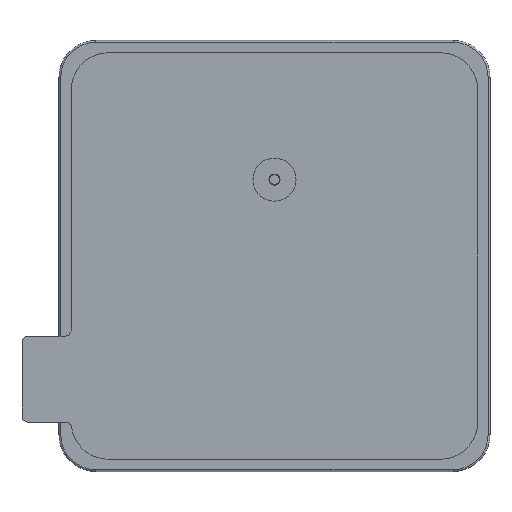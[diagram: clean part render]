
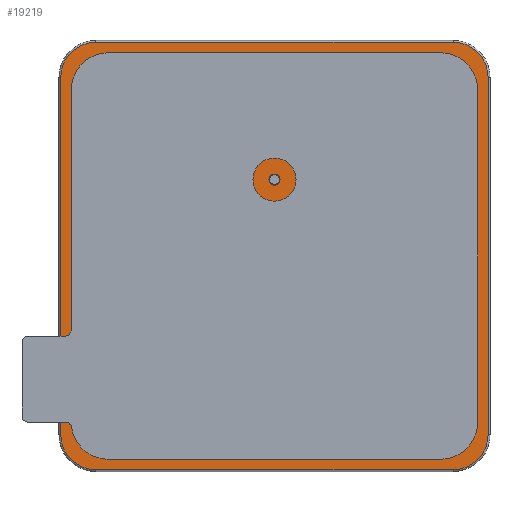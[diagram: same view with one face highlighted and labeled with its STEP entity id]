
A CAD part, front view. The second image highlights one B-rep face of the part: STEP entity #19219.
In plain terms, the highlighted planar face has unit normal (0, -1, 0).
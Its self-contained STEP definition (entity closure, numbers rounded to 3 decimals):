
#109 = DIRECTION ( 'NONE',  ( 0., -1., 0. ) ) ;
#140 = CARTESIAN_POINT ( 'NONE',  ( 17.35, 0., -14.5 ) ) ;
#396 = LINE ( 'NONE', #2813, #20314 ) ;
#696 = CARTESIAN_POINT ( 'NONE',  ( 0., 0., 6.2 ) ) ;
#732 = CIRCLE ( 'NONE', #889, 0.45 ) ;
#820 = CARTESIAN_POINT ( 'NONE',  ( 0., 0., 6.2 ) ) ;
#889 = AXIS2_PLACEMENT_3D ( 'NONE', #696, #10683, #12339 ) ;
#1652 = EDGE_CURVE ( 'NONE', #21675, #15284, #18211, .T. ) ;
#1869 = CARTESIAN_POINT ( 'NONE',  ( 14.5, 0., 14.5 ) ) ;
#2271 = CARTESIAN_POINT ( 'NONE',  ( 14.5, 0., -17.35 ) ) ;
#2349 = FACE_BOUND ( 'NONE', #17106, .T. ) ;
#2813 = CARTESIAN_POINT ( 'NONE',  ( 14.5, 0., -17.35 ) ) ;
#2866 = CIRCLE ( 'NONE', #5794, 2.85 ) ;
#3129 = ORIENTED_EDGE ( 'NONE', *, *, #10767, .T. ) ;
#3522 = CIRCLE ( 'NONE', #16971, 2.85 ) ;
#3919 = CARTESIAN_POINT ( 'NONE',  ( -17.35, 0., 14.5 ) ) ;
#3965 = EDGE_CURVE ( 'NONE', #10453, #6868, #732, .T. ) ;
#4058 = DIRECTION ( 'NONE',  ( 0., -1., 0. ) ) ;
#4188 = DIRECTION ( 'NONE',  ( 0., 0., -1. ) ) ;
#4436 = CARTESIAN_POINT ( 'NONE',  ( -17.35, 0., -14.5 ) ) ;
#4548 = CARTESIAN_POINT ( 'NONE',  ( 0., 0., 6.65 ) ) ;
#4850 = EDGE_CURVE ( 'NONE', #15509, #18338, #17605, .T. ) ;
#5309 = DIRECTION ( 'NONE',  ( 0., 0., -1. ) ) ;
#5455 = ORIENTED_EDGE ( 'NONE', *, *, #8540, .T. ) ;
#5763 = LINE ( 'NONE', #8697, #10752 ) ;
#5794 = AXIS2_PLACEMENT_3D ( 'NONE', #15078, #10287, #15008 ) ;
#6270 = EDGE_CURVE ( 'NONE', #21090, #17294, #17524, .T. ) ;
#6296 = EDGE_CURVE ( 'NONE', #15284, #12122, #5763, .T. ) ;
#6406 = CIRCLE ( 'NONE', #14917, 0.45 ) ;
#6505 = EDGE_CURVE ( 'NONE', #17294, #15454, #9173, .T. ) ;
#6868 = VERTEX_POINT ( 'NONE', #4548 ) ;
#7450 = DIRECTION ( 'NONE',  ( 0., -1., 0. ) ) ;
#8006 = CARTESIAN_POINT ( 'NONE',  ( 14.5, 0., 17.35 ) ) ;
#8540 = EDGE_CURVE ( 'NONE', #12122, #15509, #3522, .T. ) ;
#8697 = CARTESIAN_POINT ( 'NONE',  ( 17.35, 0., 14.5 ) ) ;
#9173 = CIRCLE ( 'NONE', #19044, 2.85 ) ;
#9374 = AXIS2_PLACEMENT_3D ( 'NONE', #11790, #16943, #13668 ) ;
#9455 = ORIENTED_EDGE ( 'NONE', *, *, #1652, .T. ) ;
#10131 = CARTESIAN_POINT ( 'NONE',  ( -14.5, 0., 17.35 ) ) ;
#10287 = DIRECTION ( 'NONE',  ( 0., -1., 0. ) ) ;
#10453 = VERTEX_POINT ( 'NONE', #16699 ) ;
#10683 = DIRECTION ( 'NONE',  ( 0., -1., 0. ) ) ;
#10723 = CARTESIAN_POINT ( 'NONE',  ( -14.5, 0., -14.5 ) ) ;
#10752 = VECTOR ( 'NONE', #12093, 1000. ) ;
#10767 = EDGE_CURVE ( 'NONE', #15454, #21675, #396, .T. ) ;
#10869 = DIRECTION ( 'NONE',  ( 0., 0., -1. ) ) ;
#10870 = ORIENTED_EDGE ( 'NONE', *, *, #6505, .T. ) ;
#10876 = DIRECTION ( 'NONE',  ( 0., 0., -1. ) ) ;
#11790 = CARTESIAN_POINT ( 'NONE',  ( 14.5, 0., -14.5 ) ) ;
#11858 = ORIENTED_EDGE ( 'NONE', *, *, #6270, .T. ) ;
#12093 = DIRECTION ( 'NONE',  ( 0., 0., 1. ) ) ;
#12122 = VERTEX_POINT ( 'NONE', #21099 ) ;
#12339 = DIRECTION ( 'NONE',  ( 0., 0., -1. ) ) ;
#13191 = EDGE_LOOP ( 'NONE', ( #19728, #5455, #14898, #13616, #11858, #10870, #3129, #9455 ) ) ;
#13325 = VECTOR ( 'NONE', #5309, 1000. ) ;
#13406 = DIRECTION ( 'NONE',  ( 0., 0., -1. ) ) ;
#13536 = CARTESIAN_POINT ( 'NONE',  ( -17.35, 0., -14.5 ) ) ;
#13556 = ORIENTED_EDGE ( 'NONE', *, *, #3965, .F. ) ;
#13561 = DIRECTION ( 'NONE',  ( -1., 0., 0. ) ) ;
#13616 = ORIENTED_EDGE ( 'NONE', *, *, #14201, .T. ) ;
#13668 = DIRECTION ( 'NONE',  ( 0., 0., -1. ) ) ;
#14201 = EDGE_CURVE ( 'NONE', #18338, #21090, #2866, .T. ) ;
#14288 = CARTESIAN_POINT ( 'NONE',  ( -14.5, 0., -17.35 ) ) ;
#14494 = DIRECTION ( 'NONE',  ( 1., 0., 0. ) ) ;
#14898 = ORIENTED_EDGE ( 'NONE', *, *, #4850, .T. ) ;
#14917 = AXIS2_PLACEMENT_3D ( 'NONE', #820, #4058, #4188 ) ;
#15008 = DIRECTION ( 'NONE',  ( 0., 0., -1. ) ) ;
#15078 = CARTESIAN_POINT ( 'NONE',  ( -14.5, 0., 14.5 ) ) ;
#15284 = VERTEX_POINT ( 'NONE', #140 ) ;
#15310 = CARTESIAN_POINT ( 'NONE',  ( -14.5, 0., 17.35 ) ) ;
#15454 = VERTEX_POINT ( 'NONE', #14288 ) ;
#15509 = VERTEX_POINT ( 'NONE', #8006 ) ;
#15683 = AXIS2_PLACEMENT_3D ( 'NONE', #20933, #19163, #10869 ) ;
#16292 = EDGE_CURVE ( 'NONE', #6868, #10453, #6406, .T. ) ;
#16699 = CARTESIAN_POINT ( 'NONE',  ( 0., 0., 5.75 ) ) ;
#16943 = DIRECTION ( 'NONE',  ( 0., -1., 0. ) ) ;
#16971 = AXIS2_PLACEMENT_3D ( 'NONE', #1869, #109, #13406 ) ;
#17106 = EDGE_LOOP ( 'NONE', ( #13556, #17764 ) ) ;
#17294 = VERTEX_POINT ( 'NONE', #4436 ) ;
#17524 = LINE ( 'NONE', #13536, #13325 ) ;
#17605 = LINE ( 'NONE', #15310, #20215 ) ;
#17686 = PLANE ( 'NONE',  #15683 ) ;
#17764 = ORIENTED_EDGE ( 'NONE', *, *, #16292, .F. ) ;
#18211 = CIRCLE ( 'NONE', #9374, 2.85 ) ;
#18338 = VERTEX_POINT ( 'NONE', #10131 ) ;
#19044 = AXIS2_PLACEMENT_3D ( 'NONE', #10723, #7450, #10876 ) ;
#19163 = DIRECTION ( 'NONE',  ( 0., -1., 0. ) ) ;
#19219 = ADVANCED_FACE ( 'NONE', ( #20686, #2349 ), #17686, .T. ) ;
#19728 = ORIENTED_EDGE ( 'NONE', *, *, #6296, .T. ) ;
#20215 = VECTOR ( 'NONE', #13561, 1000. ) ;
#20314 = VECTOR ( 'NONE', #14494, 1000. ) ;
#20686 = FACE_OUTER_BOUND ( 'NONE', #13191, .T. ) ;
#20933 = CARTESIAN_POINT ( 'NONE',  ( 14.5, 0., -14.5 ) ) ;
#21090 = VERTEX_POINT ( 'NONE', #3919 ) ;
#21099 = CARTESIAN_POINT ( 'NONE',  ( 17.35, 0., 14.5 ) ) ;
#21675 = VERTEX_POINT ( 'NONE', #2271 ) ;
